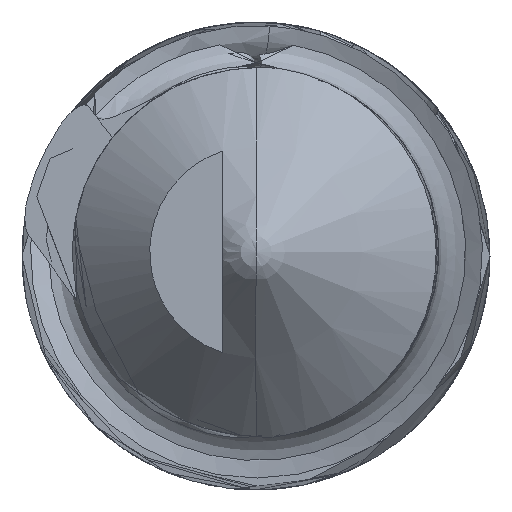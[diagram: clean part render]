
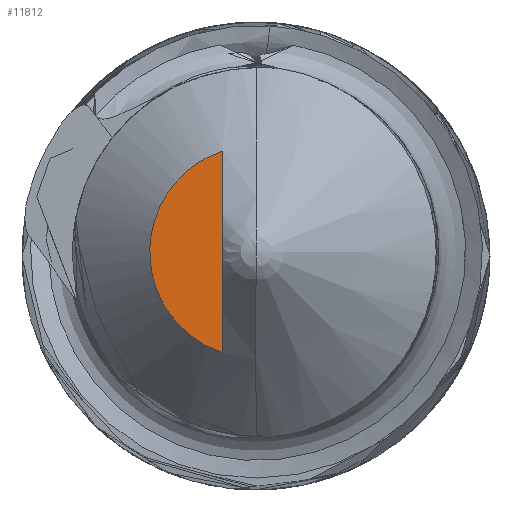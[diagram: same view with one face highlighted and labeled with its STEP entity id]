
A CAD part, left-side view. The second image highlights one B-rep face of the part: STEP entity #11812.
In plain terms, the highlighted planar face has unit normal (-1, 0, 0).
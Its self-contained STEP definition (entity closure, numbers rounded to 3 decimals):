
#3119 =( BOUNDED_CURVE ( )  B_SPLINE_CURVE ( 2, ( #36221, #11577, #20574, #9397, #23705 ),
 .UNSPECIFIED., .F., .F. ) 
 B_SPLINE_CURVE_WITH_KNOTS ( ( 3, 2, 3 ),
 ( 0., 0.501, 1. ),
 .UNSPECIFIED. ) 
 CURVE ( )  GEOMETRIC_REPRESENTATION_ITEM ( )  RATIONAL_B_SPLINE_CURVE ( ( 0.902, 0.77, 1., 0.77, 0.901 ) ) 
 REPRESENTATION_ITEM ( '' )  );
#3216 = AXIS2_PLACEMENT_3D ( 'NONE', #18320, #9700, #18517 ) ;
#3886 = B_SPLINE_CURVE_WITH_KNOTS ( 'NONE', 3,
 ( #5250, #11308, #35196, #8179 ),
 .UNSPECIFIED., .F., .F.,
 ( 4, 4 ),
 ( 0., 1. ),
 .UNSPECIFIED. ) ;
#5250 = CARTESIAN_POINT ( 'NONE',  ( 15.488, 1., 3.138 ) ) ;
#6296 = VERTEX_POINT ( 'NONE', #28442 ) ;
#8179 = CARTESIAN_POINT ( 'NONE',  ( 15.488, 1., -2.894 ) ) ;
#9397 = CARTESIAN_POINT ( 'NONE',  ( 15.488, 3.173, 2.417 ) ) ;
#9623 = EDGE_CURVE ( 'NONE', #6296, #22223, #3119, .T. ) ;
#9700 = DIRECTION ( 'NONE',  ( 1., 0., 0. ) ) ;
#10095 = FACE_OUTER_BOUND ( 'NONE', #25181, .T. ) ;
#11308 = CARTESIAN_POINT ( 'NONE',  ( 15.488, 1., 1.127 ) ) ;
#11577 = CARTESIAN_POINT ( 'NONE',  ( 15.488, 3.18, -2.17 ) ) ;
#11812 = ADVANCED_FACE ( 'NONE', ( #10095 ), #33201, .F. ) ;
#16382 = ORIENTED_EDGE ( 'NONE', *, *, #9623, .F. ) ;
#18320 = CARTESIAN_POINT ( 'NONE',  ( 15.488, 1., -12. ) ) ;
#18517 = DIRECTION ( 'NONE',  ( 0., 1., 0. ) ) ;
#20574 = CARTESIAN_POINT ( 'NONE',  ( 15.488, 3.177, 0.127 ) ) ;
#22223 = VERTEX_POINT ( 'NONE', #24761 ) ;
#23705 = CARTESIAN_POINT ( 'NONE',  ( 15.488, 1., 3.138 ) ) ;
#24761 = CARTESIAN_POINT ( 'NONE',  ( 15.488, 1., 3.138 ) ) ;
#25181 = EDGE_LOOP ( 'NONE', ( #16382, #28378 ) ) ;
#28378 = ORIENTED_EDGE ( 'NONE', *, *, #34731, .F. ) ;
#28442 = CARTESIAN_POINT ( 'NONE',  ( 15.488, 1., -2.894 ) ) ;
#33201 = PLANE ( 'NONE',  #3216 ) ;
#34731 = EDGE_CURVE ( 'NONE', #22223, #6296, #3886, .T. ) ;
#35196 = CARTESIAN_POINT ( 'NONE',  ( 15.488, 1., -0.883 ) ) ;
#36221 = CARTESIAN_POINT ( 'NONE',  ( 15.488, 1., -2.894 ) ) ;
